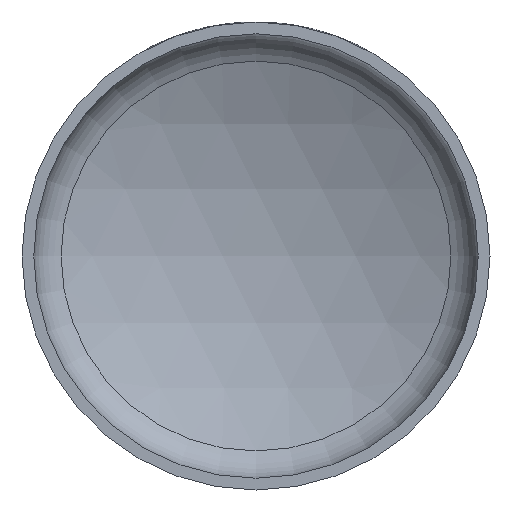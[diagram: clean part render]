
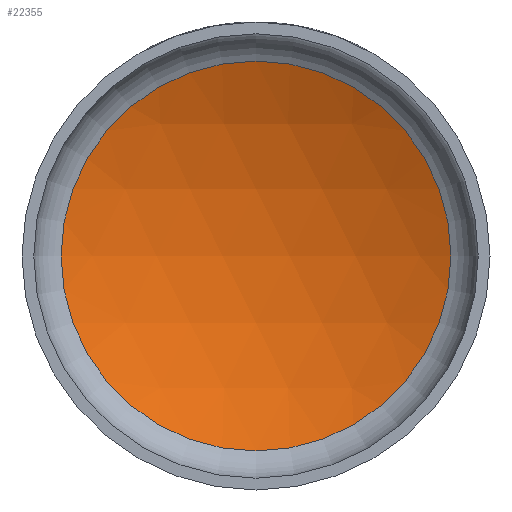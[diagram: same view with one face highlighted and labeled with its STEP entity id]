
A CAD part, front view. The second image highlights one B-rep face of the part: STEP entity #22355.
In plain terms, the highlighted spherical face has radius 159 mm.
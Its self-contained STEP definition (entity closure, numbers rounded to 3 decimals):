
#2412 = CARTESIAN_POINT ( 'NONE',  ( 0., 35.455, 0. ) ) ;
#2654 = DIRECTION ( 'NONE',  ( 0., 0., -1. ) ) ;
#3919 = EDGE_LOOP ( 'NONE', ( #8780 ) ) ;
#6051 = EDGE_CURVE ( 'NONE', #9819, #9819, #17858, .T. ) ;
#8780 = ORIENTED_EDGE ( 'NONE', *, *, #6051, .T. ) ;
#9775 = FACE_OUTER_BOUND ( 'NONE', #3919, .T. ) ;
#9819 = VERTEX_POINT ( 'NONE', #13306 ) ;
#9830 = DIRECTION ( 'NONE',  ( 0., 0., 1. ) ) ;
#13306 = CARTESIAN_POINT ( 'NONE',  ( 0., 35.455, -66.222 ) ) ;
#13633 = AXIS2_PLACEMENT_3D ( 'NONE', #16686, #9830, #15046 ) ;
#14361 = SPHERICAL_SURFACE ( 'NONE', #13633, 159. ) ;
#14667 = DIRECTION ( 'NONE',  ( 0., -1., 0. ) ) ;
#15046 = DIRECTION ( 'NONE',  ( 1., 0., 0. ) ) ;
#16686 = CARTESIAN_POINT ( 'NONE',  ( 0., -109.098, 0. ) ) ;
#17858 = CIRCLE ( 'NONE', #18070, 66.222 ) ;
#18070 = AXIS2_PLACEMENT_3D ( 'NONE', #2412, #14667, #2654 ) ;
#22355 = ADVANCED_FACE ( 'NONE', ( #9775 ), #14361, .F. ) ;
